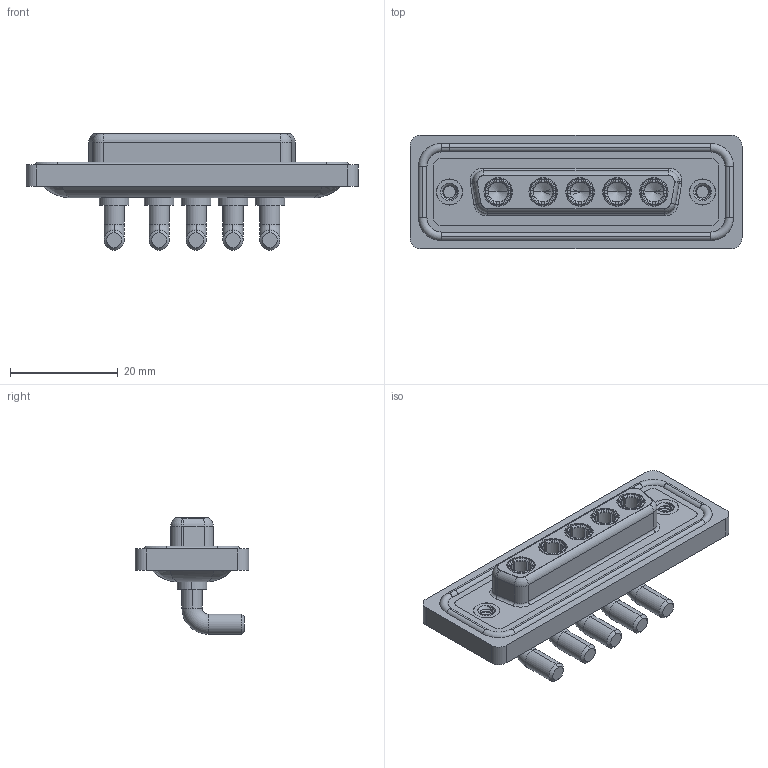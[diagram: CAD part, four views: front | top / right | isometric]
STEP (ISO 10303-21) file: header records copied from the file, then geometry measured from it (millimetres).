
FILE_DESCRIPTION (( 'STEP AP203' ), '1' );
FILE_NAME ('630W5W5-240-4N2.STEP', '2024-04-12T00:20:38', ( '' ), ( '' ), 'SwSTEP 2.0', 'SolidWorks 2023', '' );
FILE_SCHEMA (( 'CONFIG_CONTROL_DESIGN' ));
Length unit declared in the file: millimetre
Products named in the file (7): 630Combo Housing_5W5; 630W5W5-240-4N2; 630Combo Shell Rear_25 Contacts; 630Combo Shell Front_25 Contacts; 630Combo Threaded Rivet_2; Power Socket_40A RA; 630Combo Waterproof Housing_25 Contacts
Assembly tree (11 placements, depth 2):
  630W5W5-240-4N2
    630Combo Housing_5W5
    630Combo Shell Front_25 Contacts
    630Combo Shell Rear_25 Contacts
    630Combo Threaded Rivet_2  x2
    Power Socket_40A RA  x5
    630Combo Waterproof Housing_25 Contacts
Bounding box: 61.75 x 21.1 x 21.68 mm (x, y, z)
Volume: 8798.6 mm3; surface area: 14031.7 mm2
Topology: 17 solids, 17 shells, 776 faces, 1995 edges, 1271 vertices
Faces by surface type: cylinder 313, plane 250, torus 101, cone 97, bspline 15
Entity records: 16416 total; most frequent: CARTESIAN_POINT 4538, DIRECTION 2432, ORIENTED_EDGE 2260, EDGE_CURVE 1130, AXIS2_PLACEMENT_3D 978, VERTEX_POINT 719, CIRCLE 521, EDGE_LOOP 501
